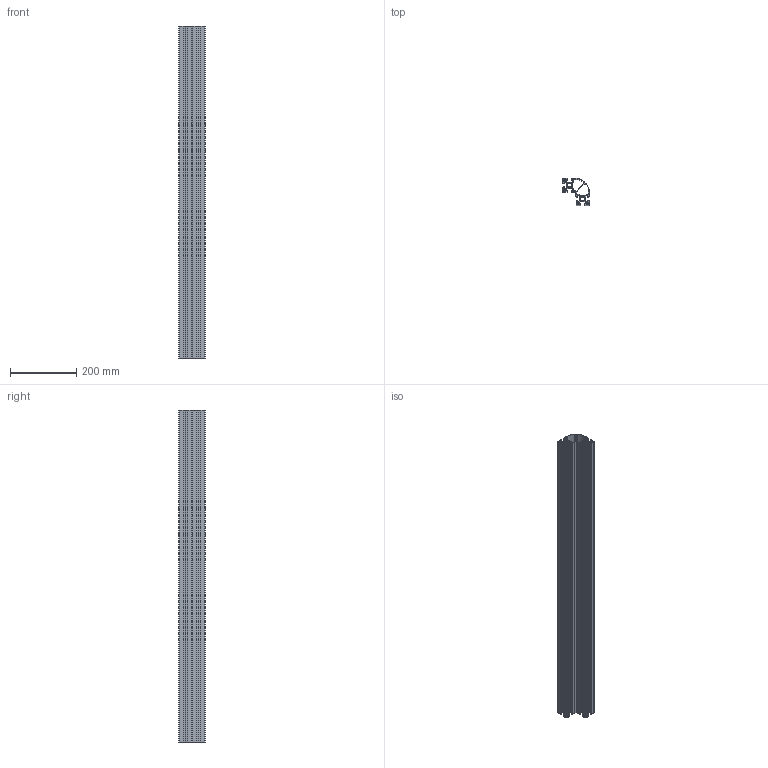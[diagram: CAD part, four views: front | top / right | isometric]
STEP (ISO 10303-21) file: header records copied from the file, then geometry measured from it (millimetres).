
FILE_DESCRIPTION (( 'STEP AP214' ), '1' );
FILE_NAME ('Ñáîðêà11.STEP', '2025-02-18T12:42:32', ( '' ), ( '' ), 'SwSTEP 2.0', 'SolidWorks 2024', '' );
FILE_SCHEMA (( 'AUTOMOTIVE_DESIGN' ));
Length unit declared in the file: millimetre
Products named in the file (2): 488.22R90L Профиль конструкционный 80х80R90L_00; Сборка11
Assembly tree (1 placements, depth 2):
  Сборка11
    488.22R90L Профиль конструкционный 80х80R90L_00
Bounding box: 80 x 80 x 1000 mm (x, y, z)
Volume: 1126504.5 mm3; surface area: 1071726.7 mm2
Topology: 1 solids, 1 shells, 409 faces, 1221 edges, 814 vertices
Faces by surface type: plane 298, cylinder 111
Entity records: 13764 total; most frequent: CARTESIAN_POINT 2448, ORIENTED_EDGE 2442, DIRECTION 2269, EDGE_CURVE 1221, VECTOR 999, LINE 999, VERTEX_POINT 814, AXIS2_PLACEMENT_3D 635
